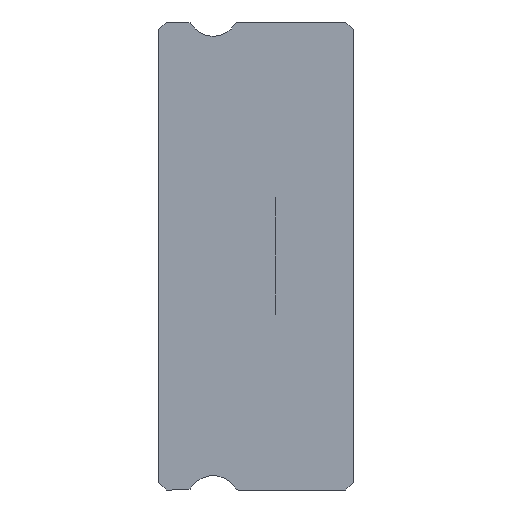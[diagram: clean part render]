
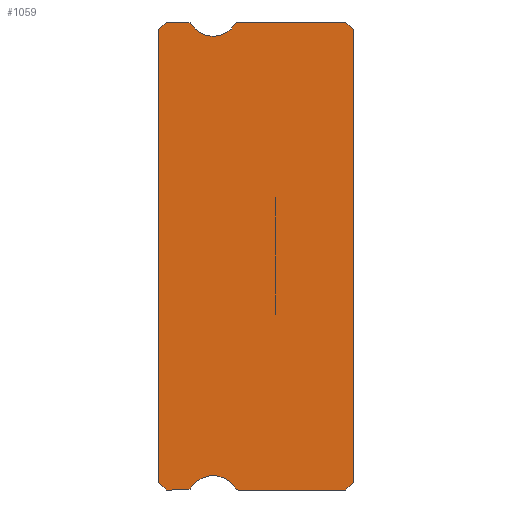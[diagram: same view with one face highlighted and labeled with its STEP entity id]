
A CAD part, left-side view. The second image highlights one B-rep face of the part: STEP entity #1059.
In plain terms, the highlighted planar face has unit normal (-1, 0, 0).
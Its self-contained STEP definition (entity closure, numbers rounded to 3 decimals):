
#14 = VERTEX_POINT ( 'NONE', #1426 ) ;
#31 = CARTESIAN_POINT ( 'NONE',  ( -5., 6.381, 8.85 ) ) ;
#34 = CARTESIAN_POINT ( 'NONE',  ( -5., 5.4, 9.45 ) ) ;
#46 = CIRCLE ( 'NONE', #804, 1. ) ;
#85 = DIRECTION ( 'NONE',  ( 1., 0., 0. ) ) ;
#111 = DIRECTION ( 'NONE',  ( 0., 0., -1. ) ) ;
#121 = EDGE_CURVE ( 'NONE', #3622, #2416, #4081, .T. ) ;
#144 = VECTOR ( 'NONE', #2848, 1000. ) ;
#163 = CIRCLE ( 'NONE', #1699, 1. ) ;
#224 = AXIS2_PLACEMENT_3D ( 'NONE', #4290, #2081, #1398 ) ;
#260 = LINE ( 'NONE', #3526, #1857 ) ;
#282 = DIRECTION ( 'NONE',  ( 0., 0.707, -0.707 ) ) ;
#340 = CARTESIAN_POINT ( 'NONE',  ( -5., 7.5, 8.85 ) ) ;
#345 = VERTEX_POINT ( 'NONE', #3812 ) ;
#346 = VECTOR ( 'NONE', #3161, 1000. ) ;
#365 = EDGE_CURVE ( 'NONE', #14, #1931, #1005, .T. ) ;
#376 = CIRCLE ( 'NONE', #2280, 0.15 ) ;
#427 = AXIS2_PLACEMENT_3D ( 'NONE', #2681, #884, #3651 ) ;
#452 = EDGE_LOOP ( 'NONE', ( #4462, #4449, #3711, #3617, #1123, #712, #798, #950, #1334, #1019, #1309, #692, #658, #2048, #4121, #2819, #1049 ) ) ;
#463 = EDGE_CURVE ( 'NONE', #4062, #2652, #2291, .T. ) ;
#479 = CARTESIAN_POINT ( 'NONE',  ( -5., 6.253, -8.928 ) ) ;
#500 = AXIS2_PLACEMENT_3D ( 'NONE', #3863, #4489, #897 ) ;
#639 = LINE ( 'NONE', #1320, #3489 ) ;
#646 = CIRCLE ( 'NONE', #427, 0.15 ) ;
#658 = ORIENTED_EDGE ( 'NONE', *, *, #1373, .F. ) ;
#692 = ORIENTED_EDGE ( 'NONE', *, *, #3167, .F. ) ;
#712 = ORIENTED_EDGE ( 'NONE', *, *, #1632, .F. ) ;
#796 = CARTESIAN_POINT ( 'NONE',  ( -5., 0., 8.7 ) ) ;
#798 = ORIENTED_EDGE ( 'NONE', *, *, #3732, .F. ) ;
#799 = VERTEX_POINT ( 'NONE', #3149 ) ;
#804 = AXIS2_PLACEMENT_3D ( 'NONE', #34, #1495, #2581 ) ;
#818 = DIRECTION ( 'NONE',  ( 0., 0., -1. ) ) ;
#848 = CARTESIAN_POINT ( 'NONE',  ( -5., 7.2, -9. ) ) ;
#863 = CARTESIAN_POINT ( 'NONE',  ( -5., 0.3, 9. ) ) ;
#884 = DIRECTION ( 'NONE',  ( 1., 0., 0. ) ) ;
#897 = DIRECTION ( 'NONE',  ( 0., 0., -1. ) ) ;
#917 = VECTOR ( 'NONE', #4032, 1000. ) ;
#950 = ORIENTED_EDGE ( 'NONE', *, *, #3766, .F. ) ;
#990 = FACE_OUTER_BOUND ( 'NONE', #452, .T. ) ;
#1005 = LINE ( 'NONE', #3155, #4390 ) ;
#1019 = ORIENTED_EDGE ( 'NONE', *, *, #1525, .F. ) ;
#1049 = ORIENTED_EDGE ( 'NONE', *, *, #1235, .T. ) ;
#1059 = ADVANCED_FACE ( 'NONE', ( #990 ), #2391, .F. ) ;
#1123 = ORIENTED_EDGE ( 'NONE', *, *, #4663, .F. ) ;
#1193 = LINE ( 'NONE', #4355, #4590 ) ;
#1215 = VECTOR ( 'NONE', #3906, 1000. ) ;
#1235 = EDGE_CURVE ( 'NONE', #1931, #2500, #2902, .T. ) ;
#1309 = ORIENTED_EDGE ( 'NONE', *, *, #2719, .F. ) ;
#1320 = CARTESIAN_POINT ( 'NONE',  ( -5., 6.381, -9. ) ) ;
#1334 = ORIENTED_EDGE ( 'NONE', *, *, #121, .T. ) ;
#1373 = EDGE_CURVE ( 'NONE', #3202, #1827, #46, .T. ) ;
#1398 = DIRECTION ( 'NONE',  ( 0., 0., -1. ) ) ;
#1426 = CARTESIAN_POINT ( 'NONE',  ( -5., 6.381, 9. ) ) ;
#1495 = DIRECTION ( 'NONE',  ( -1., 0., 0. ) ) ;
#1525 = EDGE_CURVE ( 'NONE', #2149, #2416, #4427, .T. ) ;
#1632 = EDGE_CURVE ( 'NONE', #799, #1765, #646, .T. ) ;
#1635 = DIRECTION ( 'NONE',  ( 0., -0.707, -0.707 ) ) ;
#1699 = AXIS2_PLACEMENT_3D ( 'NONE', #4363, #3655, #3250 ) ;
#1727 = DIRECTION ( 'NONE',  ( 0., 1., 0. ) ) ;
#1746 = DIRECTION ( 'NONE',  ( 0., 1., 0. ) ) ;
#1765 = VERTEX_POINT ( 'NONE', #2726 ) ;
#1827 = VERTEX_POINT ( 'NONE', #4303 ) ;
#1857 = VECTOR ( 'NONE', #282, 1000. ) ;
#1931 = VERTEX_POINT ( 'NONE', #3169 ) ;
#1967 = EDGE_CURVE ( 'NONE', #2536, #2652, #1193, .T. ) ;
#2048 = ORIENTED_EDGE ( 'NONE', *, *, #2469, .F. ) ;
#2067 = CARTESIAN_POINT ( 'NONE',  ( -5., 0.3, 9. ) ) ;
#2081 = DIRECTION ( 'NONE',  ( 1., 0., 0. ) ) ;
#2085 = CARTESIAN_POINT ( 'NONE',  ( -5., 6.381, 9. ) ) ;
#2149 = VERTEX_POINT ( 'NONE', #2067 ) ;
#2189 = VERTEX_POINT ( 'NONE', #3498 ) ;
#2235 = CARTESIAN_POINT ( 'NONE',  ( -5., 5.4, 9.45 ) ) ;
#2270 = CARTESIAN_POINT ( 'NONE',  ( -5., 6.253, 8.928 ) ) ;
#2280 = AXIS2_PLACEMENT_3D ( 'NONE', #31, #3295, #818 ) ;
#2289 = VECTOR ( 'NONE', #1635, 1000. ) ;
#2291 = CIRCLE ( 'NONE', #224, 0.15 ) ;
#2295 = CARTESIAN_POINT ( 'NONE',  ( -5., 0., -8.7 ) ) ;
#2391 = PLANE ( 'NONE',  #500 ) ;
#2416 = VERTEX_POINT ( 'NONE', #4372 ) ;
#2469 = EDGE_CURVE ( 'NONE', #3659, #3202, #4299, .T. ) ;
#2500 = VERTEX_POINT ( 'NONE', #3355 ) ;
#2536 = VERTEX_POINT ( 'NONE', #3992 ) ;
#2581 = DIRECTION ( 'NONE',  ( 0., 0., -1. ) ) ;
#2582 = DIRECTION ( 'NONE',  ( 0., 0., -1. ) ) ;
#2635 = DIRECTION ( 'NONE',  ( 0., -1., 0. ) ) ;
#2652 = VERTEX_POINT ( 'NONE', #2713 ) ;
#2681 = CARTESIAN_POINT ( 'NONE',  ( -5., 4.419, -8.85 ) ) ;
#2713 = CARTESIAN_POINT ( 'NONE',  ( -5., 6.381, -9. ) ) ;
#2719 = EDGE_CURVE ( 'NONE', #3581, #2149, #3562, .T. ) ;
#2726 = CARTESIAN_POINT ( 'NONE',  ( -5., 4.547, -8.928 ) ) ;
#2734 = EDGE_CURVE ( 'NONE', #345, #2500, #3588, .T. ) ;
#2819 = ORIENTED_EDGE ( 'NONE', *, *, #365, .T. ) ;
#2848 = DIRECTION ( 'NONE',  ( 0., 0., 1. ) ) ;
#2902 = LINE ( 'NONE', #4672, #346 ) ;
#2943 = AXIS2_PLACEMENT_3D ( 'NONE', #2235, #4395, #111 ) ;
#2989 = CARTESIAN_POINT ( 'NONE',  ( -5., 4.419, 9. ) ) ;
#2996 = EDGE_CURVE ( 'NONE', #14, #3659, #376, .T. ) ;
#2997 = VECTOR ( 'NONE', #4406, 1000. ) ;
#3149 = CARTESIAN_POINT ( 'NONE',  ( -5., 4.419, -9. ) ) ;
#3155 = CARTESIAN_POINT ( 'NONE',  ( -5., 7.2, 9. ) ) ;
#3161 = DIRECTION ( 'NONE',  ( 0., 0.707, -0.707 ) ) ;
#3167 = EDGE_CURVE ( 'NONE', #1827, #3581, #4029, .T. ) ;
#3169 = CARTESIAN_POINT ( 'NONE',  ( -5., 7.2, 9. ) ) ;
#3202 = VERTEX_POINT ( 'NONE', #3393 ) ;
#3220 = EDGE_CURVE ( 'NONE', #345, #2536, #3774, .T. ) ;
#3250 = DIRECTION ( 'NONE',  ( 0., 0., -1. ) ) ;
#3295 = DIRECTION ( 'NONE',  ( 1., 0., 0. ) ) ;
#3355 = CARTESIAN_POINT ( 'NONE',  ( -5., 7.5, 8.7 ) ) ;
#3393 = CARTESIAN_POINT ( 'NONE',  ( -5., 5.4, 8.45 ) ) ;
#3489 = VECTOR ( 'NONE', #1746, 1000. ) ;
#3498 = CARTESIAN_POINT ( 'NONE',  ( -5., 0.3, -9. ) ) ;
#3526 = CARTESIAN_POINT ( 'NONE',  ( -5., 0., -8.7 ) ) ;
#3562 = LINE ( 'NONE', #2085, #1215 ) ;
#3581 = VERTEX_POINT ( 'NONE', #2989 ) ;
#3588 = LINE ( 'NONE', #340, #144 ) ;
#3617 = ORIENTED_EDGE ( 'NONE', *, *, #463, .F. ) ;
#3622 = VERTEX_POINT ( 'NONE', #2295 ) ;
#3651 = DIRECTION ( 'NONE',  ( 0., 0., -1. ) ) ;
#3655 = DIRECTION ( 'NONE',  ( -1., 0., 0. ) ) ;
#3659 = VERTEX_POINT ( 'NONE', #2270 ) ;
#3711 = ORIENTED_EDGE ( 'NONE', *, *, #1967, .T. ) ;
#3732 = EDGE_CURVE ( 'NONE', #2189, #799, #639, .T. ) ;
#3766 = EDGE_CURVE ( 'NONE', #3622, #2189, #260, .T. ) ;
#3774 = LINE ( 'NONE', #848, #2289 ) ;
#3812 = CARTESIAN_POINT ( 'NONE',  ( -5., 7.5, -8.7 ) ) ;
#3863 = CARTESIAN_POINT ( 'NONE',  ( -5., 6.381, 8.85 ) ) ;
#3906 = DIRECTION ( 'NONE',  ( 0., -1., 0. ) ) ;
#3962 = CARTESIAN_POINT ( 'NONE',  ( -5., 4.419, 8.85 ) ) ;
#3992 = CARTESIAN_POINT ( 'NONE',  ( -5., 7.2, -9. ) ) ;
#4029 = CIRCLE ( 'NONE', #4630, 0.15 ) ;
#4032 = DIRECTION ( 'NONE',  ( 0., 0., 1. ) ) ;
#4062 = VERTEX_POINT ( 'NONE', #479 ) ;
#4081 = LINE ( 'NONE', #796, #917 ) ;
#4121 = ORIENTED_EDGE ( 'NONE', *, *, #2996, .F. ) ;
#4290 = CARTESIAN_POINT ( 'NONE',  ( -5., 6.381, -8.85 ) ) ;
#4299 = CIRCLE ( 'NONE', #2943, 1. ) ;
#4303 = CARTESIAN_POINT ( 'NONE',  ( -5., 4.547, 8.928 ) ) ;
#4355 = CARTESIAN_POINT ( 'NONE',  ( -5., 6.381, -9. ) ) ;
#4363 = CARTESIAN_POINT ( 'NONE',  ( -5., 5.4, -9.45 ) ) ;
#4372 = CARTESIAN_POINT ( 'NONE',  ( -5., 0., 8.7 ) ) ;
#4390 = VECTOR ( 'NONE', #1727, 1000. ) ;
#4395 = DIRECTION ( 'NONE',  ( -1., 0., 0. ) ) ;
#4406 = DIRECTION ( 'NONE',  ( 0., -0.707, -0.707 ) ) ;
#4427 = LINE ( 'NONE', #863, #2997 ) ;
#4449 = ORIENTED_EDGE ( 'NONE', *, *, #3220, .T. ) ;
#4462 = ORIENTED_EDGE ( 'NONE', *, *, #2734, .F. ) ;
#4489 = DIRECTION ( 'NONE',  ( 1., 0., 0. ) ) ;
#4590 = VECTOR ( 'NONE', #2635, 1000. ) ;
#4630 = AXIS2_PLACEMENT_3D ( 'NONE', #3962, #85, #2582 ) ;
#4663 = EDGE_CURVE ( 'NONE', #1765, #4062, #163, .T. ) ;
#4672 = CARTESIAN_POINT ( 'NONE',  ( -5., 7.5, 8.7 ) ) ;
